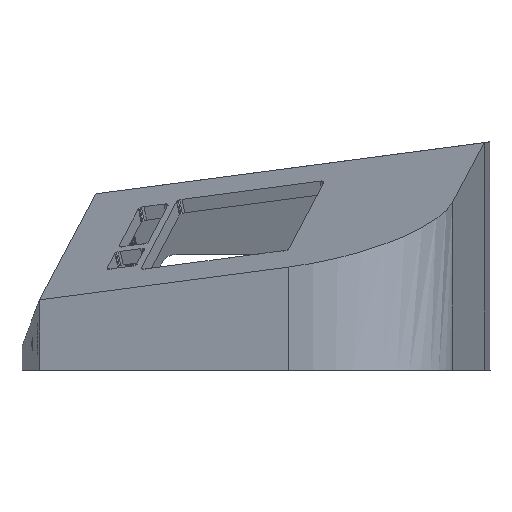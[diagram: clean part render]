
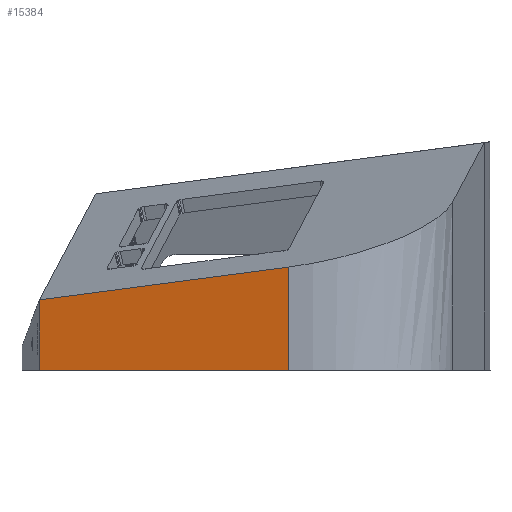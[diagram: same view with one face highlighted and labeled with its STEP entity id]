
A CAD part, left-side view. The second image highlights one B-rep face of the part: STEP entity #15384.
In plain terms, the highlighted planar face has unit normal (-0.974, 0.227, 0).
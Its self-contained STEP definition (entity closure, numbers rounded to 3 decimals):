
#120 = PLANE('',#121);
#121 = AXIS2_PLACEMENT_3D('',#122,#123,#124);
#122 = CARTESIAN_POINT('',(-400.,-321.738,39.792));
#123 = DIRECTION('',(0.,0.,1.));
#124 = DIRECTION('',(1.,0.,0.));
#4451 = PLANE('',#4452);
#4452 = AXIS2_PLACEMENT_3D('',#4453,#4454,#4455);
#4453 = CARTESIAN_POINT('',(42.573,40.753,
    -5.764));
#4454 = DIRECTION('',(-0.024,1.,0.));
#4455 = DIRECTION('',(-0.998,-0.024,
    0.062));
#4470 = VERTEX_POINT('',#4471);
#4471 = CARTESIAN_POINT('',(-188.97,35.272,
    39.792));
#4490 = EDGE_CURVE('',#4470,#4491,#4493,.T.);
#4491 = VERTEX_POINT('',#4492);
#4492 = CARTESIAN_POINT('',(-225.201,-120.321,
    39.792));
#4493 = SURFACE_CURVE('',#4494,(#4498,#4504),.PCURVE_S1.);
#4494 = LINE('',#4495,#4496);
#4495 = CARTESIAN_POINT('',(-242.883,-196.257,
    39.792));
#4496 = VECTOR('',#4497,1.);
#4497 = DIRECTION('',(-0.227,-0.974,0.));
#4498 = PCURVE('',#120,#4499);
#4499 = DEFINITIONAL_REPRESENTATION('',(#4500),#4503);
#4500 = B_SPLINE_CURVE_WITH_KNOTS('',1,(#4501,#4502),.UNSPECIFIED.,.F.,
  .F.,(2,2),(-269.491,-51.552),.PIECEWISE_BEZIER_KNOTS.);
#4501 = CARTESIAN_POINT('',(218.235,387.95));
#4502 = CARTESIAN_POINT('',(168.808,175.69));
#4503 = ( GEOMETRIC_REPRESENTATION_CONTEXT(2) 
PARAMETRIC_REPRESENTATION_CONTEXT() REPRESENTATION_CONTEXT('2D SPACE',''
  ) );
#4504 = PCURVE('',#4505,#4510);
#4505 = PLANE('',#4506);
#4506 = AXIS2_PLACEMENT_3D('',#4507,#4508,#4509);
#4507 = CARTESIAN_POINT('',(-207.085,-42.524,
    18.922));
#4508 = DIRECTION('',(0.974,-0.227,0.));
#4509 = DIRECTION('',(0.225,0.966,-0.127));
#4510 = DEFINITIONAL_REPRESENTATION('',(#4511),#4514);
#4511 = B_SPLINE_CURVE_WITH_KNOTS('',1,(#4512,#4513),.UNSPECIFIED.,.F.,
  .F.,(2,2),(-269.491,-51.552),.PIECEWISE_BEZIER_KNOTS.);
#4512 = CARTESIAN_POINT('',(108.085,34.9));
#4513 = CARTESIAN_POINT('',(-108.085,7.182));
#4514 = ( GEOMETRIC_REPRESENTATION_CONTEXT(2) 
PARAMETRIC_REPRESENTATION_CONTEXT() REPRESENTATION_CONTEXT('2D SPACE',''
  ) );
#4578 = SURFACE_OF_LINEAR_EXTRUSION('',#4579,#4584);
#4579 = CIRCLE('',#4580,90.);
#4580 = AXIS2_PLACEMENT_3D('',#4581,#4582,#4583);
#4581 = CARTESIAN_POINT('',(-141.566,-135.932,
    -16.484));
#4582 = DIRECTION('',(0.293,-0.192,-0.937));
#4583 = DIRECTION('',(-0.225,-0.966,0.127));
#4584 = VECTOR('',#4585,1.);
#4585 = DIRECTION('',(0.,0.,1.));
#7906 = PLANE('',#7907);
#7907 = AXIS2_PLACEMENT_3D('',#7908,#7909,#7910);
#7908 = CARTESIAN_POINT('',(-116.102,-98.188,
    133.763));
#7909 = DIRECTION('',(0.293,-0.192,-0.937));
#7910 = DIRECTION('',(-0.954,0.,-0.299));
#7923 = VERTEX_POINT('',#7924);
#7924 = CARTESIAN_POINT('',(-188.97,35.272,
    83.68));
#15032 = EDGE_CURVE('',#4470,#7923,#15033,.T.);
#15033 = SURFACE_CURVE('',#15034,(#15038,#15045),.PCURVE_S1.);
#15034 = LINE('',#15035,#15036);
#15035 = CARTESIAN_POINT('',(-188.97,35.272,
    -66.32));
#15036 = VECTOR('',#15037,1.);
#15037 = DIRECTION('',(0.,0.,1.));
#15038 = PCURVE('',#4451,#15039);
#15039 = DEFINITIONAL_REPRESENTATION('',(#15040),#15044);
#15040 = LINE('',#15041,#15042);
#15041 = CARTESIAN_POINT('',(227.389,-74.855));
#15042 = VECTOR('',#15043,1.);
#15043 = DIRECTION('',(0.062,0.998));
#15044 = ( GEOMETRIC_REPRESENTATION_CONTEXT(2) 
PARAMETRIC_REPRESENTATION_CONTEXT() REPRESENTATION_CONTEXT('2D SPACE',''
  ) );
#15045 = PCURVE('',#4505,#15046);
#15046 = DEFINITIONAL_REPRESENTATION('',(#15047),#15051);
#15047 = LINE('',#15048,#15049);
#15048 = CARTESIAN_POINT('',(90.071,-74.391));
#15049 = VECTOR('',#15050,1.);
#15050 = DIRECTION('',(-0.127,0.992));
#15051 = ( GEOMETRIC_REPRESENTATION_CONTEXT(2) 
PARAMETRIC_REPRESENTATION_CONTEXT() REPRESENTATION_CONTEXT('2D SPACE',''
  ) );
#15384 = ADVANCED_FACE('',(#15385),#4505,.F.);
#15385 = FACE_BOUND('',#15386,.F.);
#15386 = EDGE_LOOP('',(#15387,#15410,#15411,#15412));
#15387 = ORIENTED_EDGE('',*,*,#15388,.F.);
#15388 = EDGE_CURVE('',#4491,#15389,#15391,.T.);
#15389 = VERTEX_POINT('',#15390);
#15390 = CARTESIAN_POINT('',(-225.201,-120.321,
    104.164));
#15391 = SURFACE_CURVE('',#15392,(#15396,#15403),.PCURVE_S1.);
#15392 = LINE('',#15393,#15394);
#15393 = CARTESIAN_POINT('',(-225.201,-120.321,
    -45.836));
#15394 = VECTOR('',#15395,1.);
#15395 = DIRECTION('',(0.,0.,1.));
#15396 = PCURVE('',#4505,#15397);
#15397 = DEFINITIONAL_REPRESENTATION('',(#15398),#15402);
#15398 = LINE('',#15399,#15400);
#15399 = CARTESIAN_POINT('',(-70.993,-74.391));
#15400 = VECTOR('',#15401,1.);
#15401 = DIRECTION('',(-0.127,0.992));
#15402 = ( GEOMETRIC_REPRESENTATION_CONTEXT(2) 
PARAMETRIC_REPRESENTATION_CONTEXT() REPRESENTATION_CONTEXT('2D SPACE',''
  ) );
#15403 = PCURVE('',#4578,#15404);
#15404 = DEFINITIONAL_REPRESENTATION('',(#15405),#15409);
#15405 = LINE('',#15406,#15407);
#15406 = CARTESIAN_POINT('',(1.571,0.));
#15407 = VECTOR('',#15408,1.);
#15408 = DIRECTION('',(0.,1.));
#15409 = ( GEOMETRIC_REPRESENTATION_CONTEXT(2) 
PARAMETRIC_REPRESENTATION_CONTEXT() REPRESENTATION_CONTEXT('2D SPACE',''
  ) );
#15410 = ORIENTED_EDGE('',*,*,#4490,.F.);
#15411 = ORIENTED_EDGE('',*,*,#15032,.T.);
#15412 = ORIENTED_EDGE('',*,*,#15413,.F.);
#15413 = EDGE_CURVE('',#15389,#7923,#15414,.T.);
#15414 = SURFACE_CURVE('',#15415,(#15419,#15426),.PCURVE_S1.);
#15415 = LINE('',#15416,#15417);
#15416 = CARTESIAN_POINT('',(-225.201,-120.321,
    104.164));
#15417 = VECTOR('',#15418,1.);
#15418 = DIRECTION('',(0.225,0.966,-0.127));
#15419 = PCURVE('',#4505,#15420);
#15420 = DEFINITIONAL_REPRESENTATION('',(#15421),#15425);
#15421 = LINE('',#15422,#15423);
#15422 = CARTESIAN_POINT('',(-90.071,74.391));
#15423 = VECTOR('',#15424,1.);
#15424 = DIRECTION('',(1.,0.));
#15425 = ( GEOMETRIC_REPRESENTATION_CONTEXT(2) 
PARAMETRIC_REPRESENTATION_CONTEXT() REPRESENTATION_CONTEXT('2D SPACE',''
  ) );
#15426 = PCURVE('',#7906,#15427);
#15427 = DEFINITIONAL_REPRESENTATION('',(#15428),#15432);
#15428 = LINE('',#15429,#15430);
#15429 = CARTESIAN_POINT('',(112.961,-22.55));
#15430 = VECTOR('',#15431,1.);
#15431 = DIRECTION('',(-0.177,0.984));
#15432 = ( GEOMETRIC_REPRESENTATION_CONTEXT(2) 
PARAMETRIC_REPRESENTATION_CONTEXT() REPRESENTATION_CONTEXT('2D SPACE',''
  ) );
